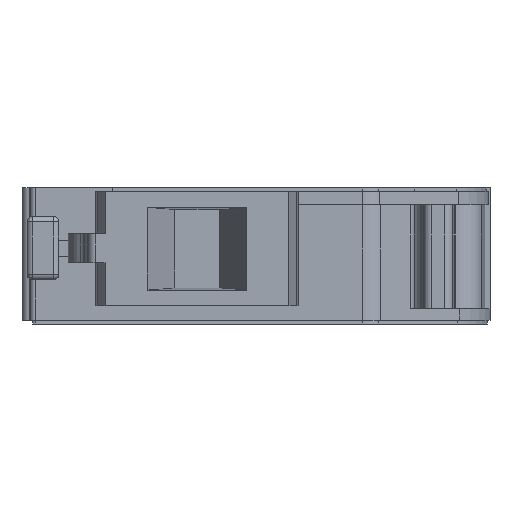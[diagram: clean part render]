
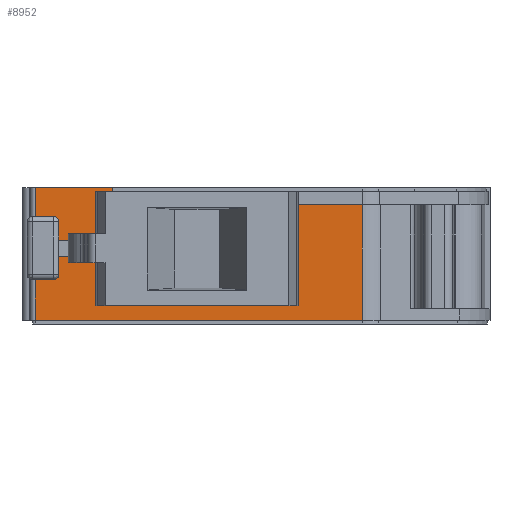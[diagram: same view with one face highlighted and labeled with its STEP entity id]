
A CAD part, front view. The second image highlights one B-rep face of the part: STEP entity #8952.
In plain terms, the highlighted planar face has unit normal (0, -1, 0).
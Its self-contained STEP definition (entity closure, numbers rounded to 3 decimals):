
#25 = CARTESIAN_POINT ( 'NONE',  ( -12.904, 7.79, -2.844 ) ) ;
#57 = EDGE_CURVE ( 'NONE', #1423, #1771, #7019, .T. ) ;
#90 = EDGE_CURVE ( 'NONE', #7092, #3305, #7802, .T. ) ;
#94 = VECTOR ( 'NONE', #2299, 1000. ) ;
#224 = ORIENTED_EDGE ( 'NONE', *, *, #6806, .F. ) ;
#227 = ORIENTED_EDGE ( 'NONE', *, *, #3849, .F. ) ;
#429 = EDGE_CURVE ( 'NONE', #7778, #6449, #2851, .T. ) ;
#470 = ORIENTED_EDGE ( 'NONE', *, *, #1417, .F. ) ;
#515 = EDGE_CURVE ( 'NONE', #6449, #7092, #5338, .T. ) ;
#666 = DIRECTION ( 'NONE',  ( 0., 0., -1. ) ) ;
#885 = ORIENTED_EDGE ( 'NONE', *, *, #5833, .F. ) ;
#998 = VECTOR ( 'NONE', #3945, 1000. ) ;
#1197 = DIRECTION ( 'NONE',  ( 0., 0., 1. ) ) ;
#1201 = CARTESIAN_POINT ( 'NONE',  ( -12.904, 7.79, 2.056 ) ) ;
#1383 = CARTESIAN_POINT ( 'NONE',  ( -12.904, 7.79, -0.794 ) ) ;
#1415 = VERTEX_POINT ( 'NONE', #8509 ) ;
#1417 = EDGE_CURVE ( 'NONE', #9314, #6731, #8972, .T. ) ;
#1423 = VERTEX_POINT ( 'NONE', #9174 ) ;
#1441 = VECTOR ( 'NONE', #4285, 1000. ) ;
#1459 = EDGE_CURVE ( 'NONE', #5611, #7692, #4800, .T. ) ;
#1606 = VECTOR ( 'NONE', #4694, 1000. ) ;
#1651 = EDGE_CURVE ( 'NONE', #5732, #7778, #9181, .T. ) ;
#1747 = CARTESIAN_POINT ( 'NONE',  ( -12.904, 7.79, 2.156 ) ) ;
#1771 = VERTEX_POINT ( 'NONE', #8929 ) ;
#1957 = CARTESIAN_POINT ( 'NONE',  ( -24.759, 7.79, 2.156 ) ) ;
#1962 = ORIENTED_EDGE ( 'NONE', *, *, #8829, .F. ) ;
#2013 = CARTESIAN_POINT ( 'NONE',  ( -25.359, 7.79, 2.156 ) ) ;
#2188 = CARTESIAN_POINT ( 'NONE',  ( -25.359, 7.79, 2.206 ) ) ;
#2284 = LINE ( 'NONE', #3438, #4549 ) ;
#2299 = DIRECTION ( 'NONE',  ( 1., 0., 0. ) ) ;
#2415 = CARTESIAN_POINT ( 'NONE',  ( -23.046, 7.79, 2.156 ) ) ;
#2523 = DIRECTION ( 'NONE',  ( 0., 0., -1. ) ) ;
#2558 = LINE ( 'NONE', #1383, #1441 ) ;
#2788 = CARTESIAN_POINT ( 'NONE',  ( -25.359, 7.79, -0.794 ) ) ;
#2821 = ORIENTED_EDGE ( 'NONE', *, *, #429, .F. ) ;
#2851 = LINE ( 'NONE', #5668, #7913 ) ;
#2867 = DIRECTION ( 'NONE',  ( -1., 0., 0. ) ) ;
#2882 = VECTOR ( 'NONE', #7720, 1000. ) ;
#2918 = CARTESIAN_POINT ( 'NONE',  ( -22.396, 7.79, 2.056 ) ) ;
#2920 = LINE ( 'NONE', #5950, #998 ) ;
#2964 = DIRECTION ( 'NONE',  ( 0., 1., 0. ) ) ;
#3166 = EDGE_LOOP ( 'NONE', ( #227, #6195, #4956, #5551, #2821, #8520, #224, #470, #885, #4160, #4546, #1962, #5743, #3826 ) ) ;
#3225 = CARTESIAN_POINT ( 'NONE',  ( -25.359, 7.79, 2.206 ) ) ;
#3305 = VERTEX_POINT ( 'NONE', #5051 ) ;
#3336 = DIRECTION ( 'NONE',  ( 0., 0., 1. ) ) ;
#3356 = CARTESIAN_POINT ( 'NONE',  ( -24.759, 7.79, 0.606 ) ) ;
#3371 = VECTOR ( 'NONE', #3336, 1000. ) ;
#3426 = CARTESIAN_POINT ( 'NONE',  ( -23.046, 7.79, 2.056 ) ) ;
#3427 = VECTOR ( 'NONE', #6253, 1000. ) ;
#3438 = CARTESIAN_POINT ( 'NONE',  ( -12.904, 7.79, -2.294 ) ) ;
#3816 = LINE ( 'NONE', #8162, #94 ) ;
#3826 = ORIENTED_EDGE ( 'NONE', *, *, #4868, .F. ) ;
#3849 = EDGE_CURVE ( 'NONE', #5504, #8328, #2920, .T. ) ;
#3868 = VECTOR ( 'NONE', #2867, 1000. ) ;
#3896 = CARTESIAN_POINT ( 'NONE',  ( -25.359, 7.79, 0.606 ) ) ;
#3945 = DIRECTION ( 'NONE',  ( 0., 0., 1. ) ) ;
#3965 = CARTESIAN_POINT ( 'NONE',  ( -25.359, 7.79, -7.844 ) ) ;
#4108 = LINE ( 'NONE', #25, #3868 ) ;
#4160 = ORIENTED_EDGE ( 'NONE', *, *, #4259, .F. ) ;
#4259 = EDGE_CURVE ( 'NONE', #7692, #1415, #2558, .T. ) ;
#4285 = DIRECTION ( 'NONE',  ( 1., 0., 0. ) ) ;
#4546 = ORIENTED_EDGE ( 'NONE', *, *, #1459, .F. ) ;
#4549 = VECTOR ( 'NONE', #8484, 1000. ) ;
#4622 = LINE ( 'NONE', #1957, #7315 ) ;
#4694 = DIRECTION ( 'NONE',  ( 0., 0., -1. ) ) ;
#4800 = LINE ( 'NONE', #2013, #2882 ) ;
#4868 = EDGE_CURVE ( 'NONE', #8328, #1423, #3816, .T. ) ;
#4900 = CARTESIAN_POINT ( 'NONE',  ( -12.904, 7.79, 0.606 ) ) ;
#4956 = ORIENTED_EDGE ( 'NONE', *, *, #90, .F. ) ;
#5051 = CARTESIAN_POINT ( 'NONE',  ( -23.046, 7.79, -2.294 ) ) ;
#5212 = CARTESIAN_POINT ( 'NONE',  ( -15.346, 7.79, 1.556 ) ) ;
#5338 = LINE ( 'NONE', #1201, #3427 ) ;
#5504 = VERTEX_POINT ( 'NONE', #8753 ) ;
#5551 = ORIENTED_EDGE ( 'NONE', *, *, #515, .F. ) ;
#5611 = VERTEX_POINT ( 'NONE', #5870 ) ;
#5668 = CARTESIAN_POINT ( 'NONE',  ( -22.396, 7.79, -2.994 ) ) ;
#5732 = VERTEX_POINT ( 'NONE', #3225 ) ;
#5743 = ORIENTED_EDGE ( 'NONE', *, *, #57, .F. ) ;
#5833 = EDGE_CURVE ( 'NONE', #1415, #9314, #4622, .T. ) ;
#5870 = CARTESIAN_POINT ( 'NONE',  ( -25.359, 7.79, -2.844 ) ) ;
#5950 = CARTESIAN_POINT ( 'NONE',  ( -15.346, 7.79, 2.156 ) ) ;
#6130 = FACE_OUTER_BOUND ( 'NONE', #3166, .T. ) ;
#6195 = ORIENTED_EDGE ( 'NONE', *, *, #6968, .F. ) ;
#6253 = DIRECTION ( 'NONE',  ( -1., 0., 0. ) ) ;
#6270 = AXIS2_PLACEMENT_3D ( 'NONE', #7359, #2964, #8072 ) ;
#6449 = VERTEX_POINT ( 'NONE', #2918 ) ;
#6731 = VERTEX_POINT ( 'NONE', #3896 ) ;
#6806 = EDGE_CURVE ( 'NONE', #6731, #5732, #7178, .T. ) ;
#6968 = EDGE_CURVE ( 'NONE', #3305, #5504, #2284, .T. ) ;
#7019 = LINE ( 'NONE', #1747, #1606 ) ;
#7087 = DIRECTION ( 'NONE',  ( -1., 0., 0. ) ) ;
#7092 = VERTEX_POINT ( 'NONE', #3426 ) ;
#7178 = LINE ( 'NONE', #3965, #3371 ) ;
#7268 = VECTOR ( 'NONE', #7823, 1000. ) ;
#7315 = VECTOR ( 'NONE', #1197, 1000. ) ;
#7359 = CARTESIAN_POINT ( 'NONE',  ( -12.904, 7.79, 2.156 ) ) ;
#7692 = VERTEX_POINT ( 'NONE', #2788 ) ;
#7720 = DIRECTION ( 'NONE',  ( 0., 0., 1. ) ) ;
#7778 = VERTEX_POINT ( 'NONE', #9153 ) ;
#7802 = LINE ( 'NONE', #2415, #9162 ) ;
#7823 = DIRECTION ( 'NONE',  ( 1., 0., 0. ) ) ;
#7832 = VECTOR ( 'NONE', #7087, 1000. ) ;
#7913 = VECTOR ( 'NONE', #666, 1000. ) ;
#8072 = DIRECTION ( 'NONE',  ( -1., 0., 0. ) ) ;
#8106 = PLANE ( 'NONE',  #6270 ) ;
#8162 = CARTESIAN_POINT ( 'NONE',  ( -12.904, 7.79, 1.556 ) ) ;
#8328 = VERTEX_POINT ( 'NONE', #5212 ) ;
#8484 = DIRECTION ( 'NONE',  ( 1., 0., 0. ) ) ;
#8509 = CARTESIAN_POINT ( 'NONE',  ( -24.759, 7.79, -0.794 ) ) ;
#8520 = ORIENTED_EDGE ( 'NONE', *, *, #1651, .F. ) ;
#8753 = CARTESIAN_POINT ( 'NONE',  ( -15.346, 7.79, -2.294 ) ) ;
#8829 = EDGE_CURVE ( 'NONE', #1771, #5611, #4108, .T. ) ;
#8929 = CARTESIAN_POINT ( 'NONE',  ( -12.904, 7.79, -2.844 ) ) ;
#8952 = ADVANCED_FACE ( 'NONE', ( #6130 ), #8106, .F. ) ;
#8972 = LINE ( 'NONE', #4900, #7832 ) ;
#9153 = CARTESIAN_POINT ( 'NONE',  ( -22.396, 7.79, 2.206 ) ) ;
#9162 = VECTOR ( 'NONE', #2523, 1000. ) ;
#9174 = CARTESIAN_POINT ( 'NONE',  ( -12.904, 7.79, 1.556 ) ) ;
#9181 = LINE ( 'NONE', #2188, #7268 ) ;
#9314 = VERTEX_POINT ( 'NONE', #3356 ) ;
